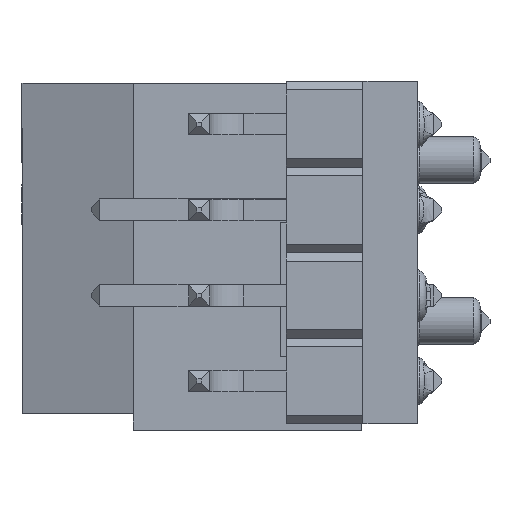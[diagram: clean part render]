
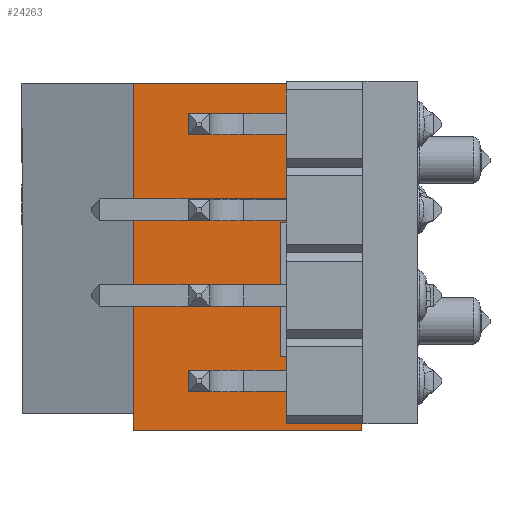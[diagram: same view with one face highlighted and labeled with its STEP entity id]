
A CAD part, left-side view. The second image highlights one B-rep face of the part: STEP entity #24263.
In plain terms, the highlighted face is planar.
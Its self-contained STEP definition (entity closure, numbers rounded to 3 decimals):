
#2305=FACE_OUTER_BOUND('',#3692,.T.);
#3692=EDGE_LOOP('',(#16106,#16107,#16108,#16109,#16110));
#5172=LINE('',#31511,#7583);
#5173=LINE('',#31513,#7584);
#5174=LINE('',#31515,#7585);
#5175=LINE('',#31517,#7586);
#5176=LINE('',#31518,#7587);
#7583=VECTOR('',#26856,10.);
#7584=VECTOR('',#26857,1.);
#7585=VECTOR('',#26858,1.);
#7586=VECTOR('',#26859,1.);
#7587=VECTOR('',#26860,1.);
#9994=VERTEX_POINT('',#31509);
#9995=VERTEX_POINT('',#31510);
#9996=VERTEX_POINT('',#31512);
#9997=VERTEX_POINT('',#31514);
#9998=VERTEX_POINT('',#31516);
#12409=EDGE_CURVE('',#9994,#9995,#5172,.T.);
#12410=EDGE_CURVE('',#9995,#9996,#5173,.T.);
#12411=EDGE_CURVE('',#9996,#9997,#5174,.T.);
#12412=EDGE_CURVE('',#9998,#9997,#5175,.T.);
#12413=EDGE_CURVE('',#9994,#9998,#5176,.T.);
#16106=ORIENTED_EDGE('',*,*,#12409,.T.);
#16107=ORIENTED_EDGE('',*,*,#12410,.T.);
#16108=ORIENTED_EDGE('',*,*,#12411,.T.);
#16109=ORIENTED_EDGE('',*,*,#12412,.F.);
#16110=ORIENTED_EDGE('',*,*,#12413,.F.);
#23500=PLANE('',#25728);
#24263=ADVANCED_FACE('',(#2305),#23500,.F.);
#25728=AXIS2_PLACEMENT_3D('',#31508,#26854,#26855);
#26854=DIRECTION('center_axis',(-1.,0.,0.));
#26855=DIRECTION('ref_axis',(0.,0.,1.));
#26856=DIRECTION('',(0.,0.,1.));
#26857=DIRECTION('',(0.,-1.,0.));
#26858=DIRECTION('',(0.,-1.,0.));
#26859=DIRECTION('',(0.,0.,1.));
#26860=DIRECTION('',(0.,-1.,0.));
#31508=CARTESIAN_POINT('Origin',(-4.719,10.5,1.646));
#31509=CARTESIAN_POINT('',(-4.719,-0.275,1.646));
#31510=CARTESIAN_POINT('',(-4.719,-0.275,8.366));
#31511=CARTESIAN_POINT('',(-4.719,-0.275,3.326));
#31512=CARTESIAN_POINT('',(-4.719,-10.,8.366));
#31513=CARTESIAN_POINT('',(-4.719,10.,8.366));
#31514=CARTESIAN_POINT('',(-4.719,-10.5,8.366));
#31515=CARTESIAN_POINT('',(-4.719,10.5,8.366));
#31516=CARTESIAN_POINT('',(-4.719,-10.5,1.646));
#31517=CARTESIAN_POINT('',(-4.719,-10.5,1.646));
#31518=CARTESIAN_POINT('',(-4.719,10.5,1.646));
